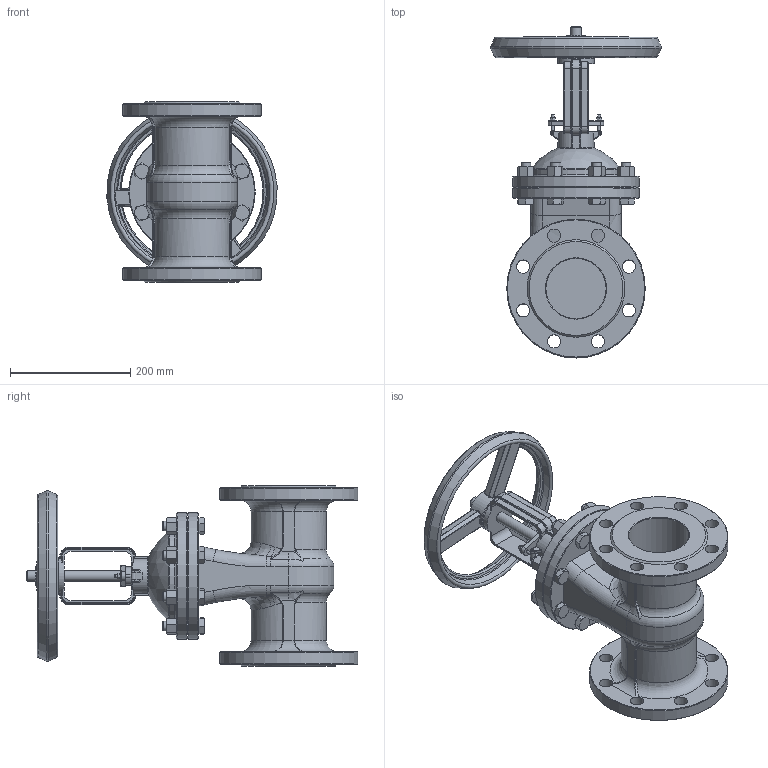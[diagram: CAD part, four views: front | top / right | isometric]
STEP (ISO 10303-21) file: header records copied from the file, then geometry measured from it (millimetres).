
FILE_DESCRIPTION(/* description */ (''),/* implementation_level */ '2;1');
FILE_NAME(/* name */ 'DN100_3D_STEP.stp',/* time_stamp */ '2024-02-08T23:08:42+03:00',/* author */ ('igorr'),/* organization */ (''),/* preprocessor_version */ 'ST-DEVELOPER v19.2',/* originating_system */ 'Autodesk Inventor 2023',/* authorisation */ '');
FILE_SCHEMA (('AUTOMOTIVE_DESIGN { 1 0 10303 214 3 1 1 }'));
Length unit declared in the file: millimetre
Products named in the file (6): Сборка; Деталь1; Деталь2; ANSI B18.2.4.2M - M5x0,8; ANSI B18.2.4.2M - M16x2; AS 1110 - M16 x 60
Assembly tree (20 placements, depth 2):
  Сборка
    Деталь1
    Деталь2
    ANSI B18.2.4.2M - M5x0,8  x2
    ANSI B18.2.4.2M - M16x2  x8
    AS 1110 - M16 x 60  x8
Bounding box: 283.1 x 551.25 x 300 mm (x, y, z)
Volume: 7416349.3 mm3; surface area: 738939 mm2
Topology: 20 solids, 20 shells, 996 faces, 2408 edges, 1462 vertices
Faces by surface type: plane 367, cylinder 226, cone 221, bspline 101, torus 80, sphere 1
Full cylindrical faces by diameter (mm): 3 x3, 4.134 x2, 5 x4, 8 x2, 12 x16, 13.835 x8, 16 x8, 18 x2, 20 x1, 22 x16, 24 x8, 30 x2, 50 x2, 60 x2, 100 x2, 150 x2, 210 x2, 230 x2
Entity records: 23816 total; most frequent: CARTESIAN_POINT 7786, ORIENTED_EDGE 3286, DIRECTION 3035, EDGE_CURVE 1643, AXIS2_PLACEMENT_3D 1227, VERTEX_POINT 1019, EDGE_LOOP 742, FACE_OUTER_BOUND 644
